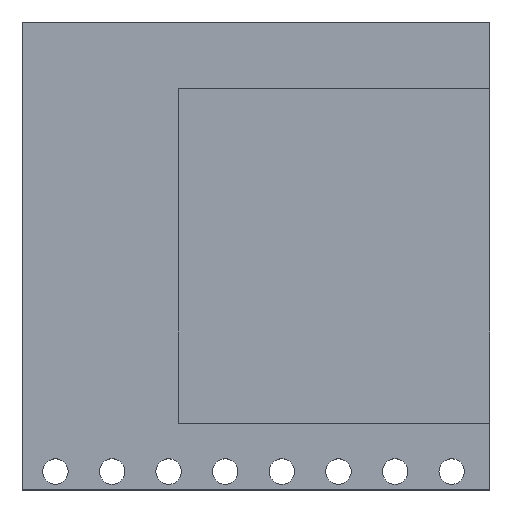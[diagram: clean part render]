
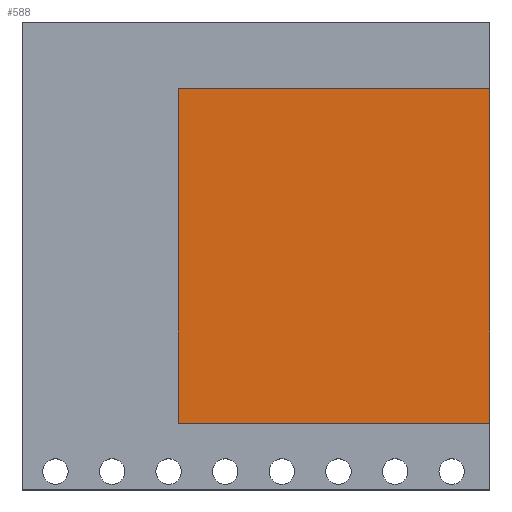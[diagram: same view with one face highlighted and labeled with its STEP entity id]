
A CAD part, top view. The second image highlights one B-rep face of the part: STEP entity #588.
In plain terms, the highlighted planar face has unit normal (0, 0, 1).
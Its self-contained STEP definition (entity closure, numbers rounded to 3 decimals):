
#60 = CARTESIAN_POINT ( 'NONE',  ( 21., 3., 2. ) ) ;
#82 = DIRECTION ( 'NONE',  ( 1., 0., 0. ) ) ;
#85 = CARTESIAN_POINT ( 'NONE',  ( 21., 18., 2. ) ) ;
#142 = CARTESIAN_POINT ( 'NONE',  ( 7., 18., 2. ) ) ;
#152 = CARTESIAN_POINT ( 'NONE',  ( 7., 3., 2. ) ) ;
#156 = AXIS2_PLACEMENT_3D ( 'NONE', #375, #942, #463 ) ;
#179 = LINE ( 'NONE', #429, #596 ) ;
#208 = CARTESIAN_POINT ( 'NONE',  ( 21., 3., 2. ) ) ;
#247 = EDGE_CURVE ( 'NONE', #248, #415, #818, .T. ) ;
#248 = VERTEX_POINT ( 'NONE', #152 ) ;
#263 = FACE_OUTER_BOUND ( 'NONE', #841, .T. ) ;
#273 = EDGE_CURVE ( 'NONE', #415, #963, #179, .T. ) ;
#282 = ORIENTED_EDGE ( 'NONE', *, *, #919, .T. ) ;
#317 = CARTESIAN_POINT ( 'NONE',  ( 7., 18., 2. ) ) ;
#361 = ORIENTED_EDGE ( 'NONE', *, *, #273, .T. ) ;
#370 = PLANE ( 'NONE',  #156 ) ;
#375 = CARTESIAN_POINT ( 'NONE',  ( 0., 0., 2. ) ) ;
#376 = LINE ( 'NONE', #995, #770 ) ;
#415 = VERTEX_POINT ( 'NONE', #60 ) ;
#427 = LINE ( 'NONE', #317, #627 ) ;
#429 = CARTESIAN_POINT ( 'NONE',  ( 21., 18., 2. ) ) ;
#463 = DIRECTION ( 'NONE',  ( -1., 0., 0. ) ) ;
#562 = VECTOR ( 'NONE', #82, 1000. ) ;
#588 = ADVANCED_FACE ( 'NONE', ( #263 ), #370, .F. ) ;
#596 = VECTOR ( 'NONE', #988, 1000. ) ;
#625 = ORIENTED_EDGE ( 'NONE', *, *, #247, .T. ) ;
#627 = VECTOR ( 'NONE', #730, 1000. ) ;
#730 = DIRECTION ( 'NONE',  ( 0., -1., 0. ) ) ;
#767 = DIRECTION ( 'NONE',  ( -1., 0., 0. ) ) ;
#770 = VECTOR ( 'NONE', #767, 1000. ) ;
#818 = LINE ( 'NONE', #208, #562 ) ;
#841 = EDGE_LOOP ( 'NONE', ( #361, #883, #282, #625 ) ) ;
#881 = VERTEX_POINT ( 'NONE', #142 ) ;
#883 = ORIENTED_EDGE ( 'NONE', *, *, #1005, .T. ) ;
#919 = EDGE_CURVE ( 'NONE', #881, #248, #427, .T. ) ;
#942 = DIRECTION ( 'NONE',  ( 0., 0., -1. ) ) ;
#963 = VERTEX_POINT ( 'NONE', #85 ) ;
#988 = DIRECTION ( 'NONE',  ( 0., 1., 0. ) ) ;
#995 = CARTESIAN_POINT ( 'NONE',  ( 21., 18., 2. ) ) ;
#1005 = EDGE_CURVE ( 'NONE', #963, #881, #376, .T. ) ;
